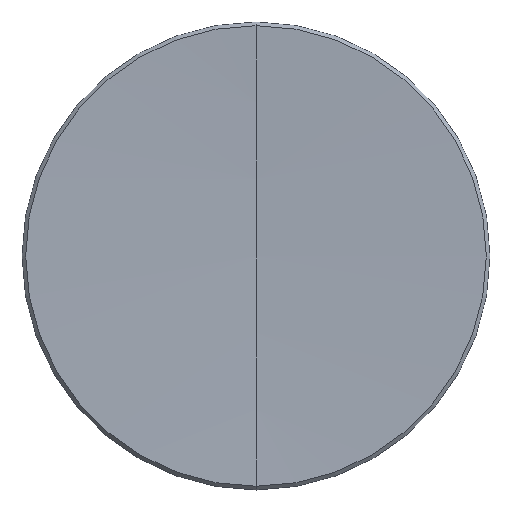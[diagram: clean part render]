
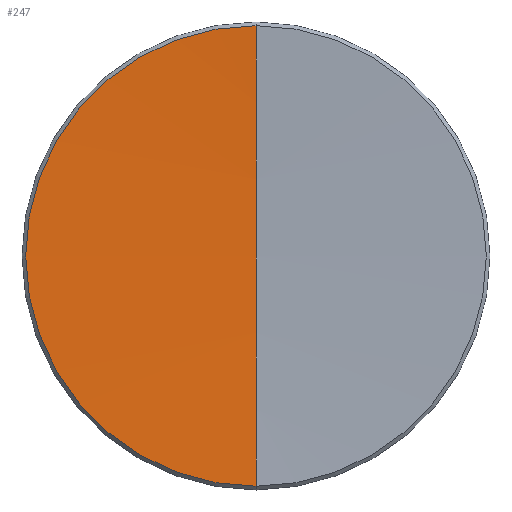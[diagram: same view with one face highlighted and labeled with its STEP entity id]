
A CAD part, top view. The second image highlights one B-rep face of the part: STEP entity #247.
In plain terms, the highlighted spherical face has radius 280.532 mm.
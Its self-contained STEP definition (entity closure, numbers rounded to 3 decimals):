
#5 = CIRCLE ( 'NONE', #301, 12.5 ) ;
#14 = EDGE_CURVE ( 'NONE', #278, #46, #5, .T. ) ;
#25 = FACE_OUTER_BOUND ( 'NONE', #234, .T. ) ;
#27 = DIRECTION ( 'NONE',  ( 0., 0., 1. ) ) ;
#30 = CARTESIAN_POINT ( 'NONE',  ( 0., 12.5, 1.279 ) ) ;
#34 = CARTESIAN_POINT ( 'NONE',  ( 0., 0., 1.279 ) ) ;
#40 = VERTEX_POINT ( 'NONE', #181 ) ;
#46 = VERTEX_POINT ( 'NONE', #159 ) ;
#58 = CIRCLE ( 'NONE', #245, 280.532 ) ;
#75 = EDGE_CURVE ( 'NONE', #46, #40, #161, .T. ) ;
#87 = DIRECTION ( 'NONE',  ( 0., 1., 0. ) ) ;
#112 = DIRECTION ( 'NONE',  ( 1., 0., 0. ) ) ;
#128 = DIRECTION ( 'NONE',  ( 0., -1., 0. ) ) ;
#139 = CARTESIAN_POINT ( 'NONE',  ( 0., 0., 281.532 ) ) ;
#140 = ORIENTED_EDGE ( 'NONE', *, *, #14, .T. ) ;
#143 = EDGE_CURVE ( 'NONE', #278, #40, #58, .T. ) ;
#156 = DIRECTION ( 'NONE',  ( 1., 0., 0. ) ) ;
#158 = SPHERICAL_SURFACE ( 'NONE', #241, 280.532 ) ;
#159 = CARTESIAN_POINT ( 'NONE',  ( 0., -12.5, 1.279 ) ) ;
#160 = ORIENTED_EDGE ( 'NONE', *, *, #143, .F. ) ;
#161 = CIRCLE ( 'NONE', #204, 280.532 ) ;
#173 = CARTESIAN_POINT ( 'NONE',  ( 0., 0., 281.532 ) ) ;
#176 = DIRECTION ( 'NONE',  ( 0., 1., 0. ) ) ;
#181 = CARTESIAN_POINT ( 'NONE',  ( 0., 0., 1. ) ) ;
#186 = ORIENTED_EDGE ( 'NONE', *, *, #75, .T. ) ;
#202 = DIRECTION ( 'NONE',  ( 0., 0., 1. ) ) ;
#204 = AXIS2_PLACEMENT_3D ( 'NONE', #139, #112, #87 ) ;
#219 = CARTESIAN_POINT ( 'NONE',  ( 0., 0., 281.532 ) ) ;
#234 = EDGE_LOOP ( 'NONE', ( #140, #186, #160 ) ) ;
#241 = AXIS2_PLACEMENT_3D ( 'NONE', #219, #156, #176 ) ;
#245 = AXIS2_PLACEMENT_3D ( 'NONE', #173, #266, #27 ) ;
#247 = ADVANCED_FACE ( 'NONE', ( #25 ), #158, .F. ) ;
#266 = DIRECTION ( 'NONE',  ( -1., 0., 0. ) ) ;
#278 = VERTEX_POINT ( 'NONE', #30 ) ;
#301 = AXIS2_PLACEMENT_3D ( 'NONE', #34, #202, #128 ) ;
